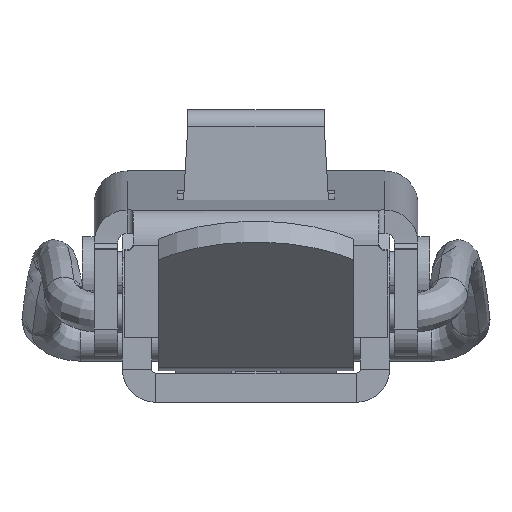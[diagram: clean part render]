
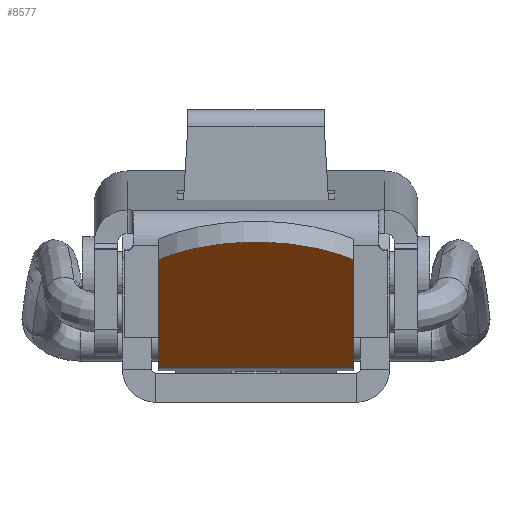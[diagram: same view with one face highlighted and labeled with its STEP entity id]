
A CAD part, left-side view. The second image highlights one B-rep face of the part: STEP entity #8577.
In plain terms, the highlighted face is planar.
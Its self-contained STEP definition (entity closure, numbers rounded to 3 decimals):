
#628 = DIRECTION ( 'NONE',  ( -0.866, 0.5, 0. ) ) ;
#1186 = CARTESIAN_POINT ( 'NONE',  ( -174.133, 59.573, -5. ) ) ;
#1704 = EDGE_LOOP ( 'NONE', ( #20028, #7455, #7942, #7664 ) ) ;
#2189 = LINE ( 'NONE', #14322, #14833 ) ;
#4064 = AXIS2_PLACEMENT_3D ( 'NONE', #24983, #7351, #19145 ) ;
#4323 = CIRCLE ( 'NONE', #24361, 7.25 ) ;
#4938 = VERTEX_POINT ( 'NONE', #6540 ) ;
#5109 = DIRECTION ( 'NONE',  ( 0.866, -0.5, 0. ) ) ;
#5131 = PLANE ( 'NONE',  #4064 ) ;
#6540 = CARTESIAN_POINT ( 'NONE',  ( -174.133, 59.573, -5. ) ) ;
#6749 = VERTEX_POINT ( 'NONE', #9023 ) ;
#7351 = DIRECTION ( 'NONE',  ( 0.5, 0.866, 0. ) ) ;
#7455 = ORIENTED_EDGE ( 'NONE', *, *, #14499, .T. ) ;
#7664 = ORIENTED_EDGE ( 'NONE', *, *, #14566, .T. ) ;
#7817 = CARTESIAN_POINT ( 'NONE',  ( -180.095, 63.015, 0. ) ) ;
#7942 = ORIENTED_EDGE ( 'NONE', *, *, #10647, .F. ) ;
#8332 = LINE ( 'NONE', #15026, #24953 ) ;
#8527 = VERTEX_POINT ( 'NONE', #9014 ) ;
#8577 = ADVANCED_FACE ( 'NONE', ( #17994 ), #5131, .F. ) ;
#9014 = CARTESIAN_POINT ( 'NONE',  ( -184.641, 65.64, 5. ) ) ;
#9023 = CARTESIAN_POINT ( 'NONE',  ( -184.641, 65.64, -5. ) ) ;
#9973 = CARTESIAN_POINT ( 'NONE',  ( -174.133, 59.573, 5. ) ) ;
#10647 = EDGE_CURVE ( 'NONE', #20327, #4938, #14917, .T. ) ;
#11174 = VECTOR ( 'NONE', #19333, 1000. ) ;
#13914 = EDGE_CURVE ( 'NONE', #6749, #8527, #4323, .T. ) ;
#14322 = CARTESIAN_POINT ( 'NONE',  ( -17.362, -30.938, 5. ) ) ;
#14499 = EDGE_CURVE ( 'NONE', #6749, #4938, #8332, .T. ) ;
#14566 = EDGE_CURVE ( 'NONE', #20327, #8527, #2189, .T. ) ;
#14833 = VECTOR ( 'NONE', #628, 1000. ) ;
#14917 = LINE ( 'NONE', #1186, #11174 ) ;
#15026 = CARTESIAN_POINT ( 'NONE',  ( -17.362, -30.938, -5. ) ) ;
#15673 = DIRECTION ( 'NONE',  ( 0.5, 0.866, 0. ) ) ;
#17994 = FACE_OUTER_BOUND ( 'NONE', #1704, .T. ) ;
#19145 = DIRECTION ( 'NONE',  ( -0.866, 0.5, 0. ) ) ;
#19333 = DIRECTION ( 'NONE',  ( 0., 0., -1. ) ) ;
#20028 = ORIENTED_EDGE ( 'NONE', *, *, #13914, .F. ) ;
#20327 = VERTEX_POINT ( 'NONE', #9973 ) ;
#24361 = AXIS2_PLACEMENT_3D ( 'NONE', #7817, #15673, #25173 ) ;
#24953 = VECTOR ( 'NONE', #5109, 1000. ) ;
#24983 = CARTESIAN_POINT ( 'NONE',  ( -17.362, -30.938, 0. ) ) ;
#25173 = DIRECTION ( 'NONE',  ( -0.866, 0.5, 0. ) ) ;
